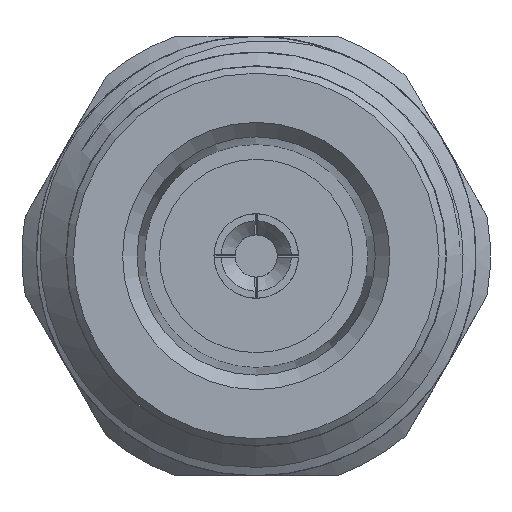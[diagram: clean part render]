
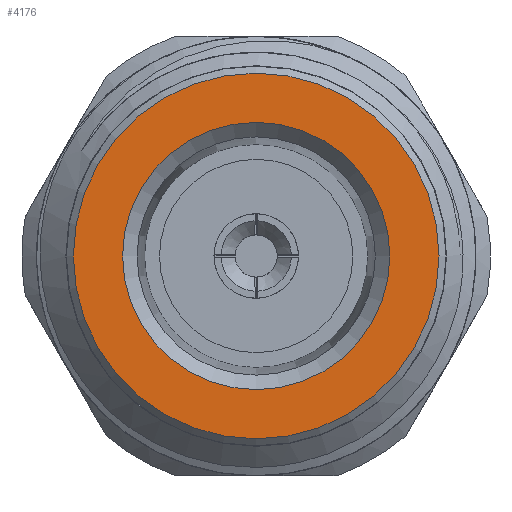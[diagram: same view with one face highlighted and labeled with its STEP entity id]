
A CAD part, left-side view. The second image highlights one B-rep face of the part: STEP entity #4176.
In plain terms, the highlighted planar face has unit normal (-1, 0, 0).
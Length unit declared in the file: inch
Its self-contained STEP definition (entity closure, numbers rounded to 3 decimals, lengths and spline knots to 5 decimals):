
#652 = EDGE_CURVE ( 'NONE', #3724, #3724, #5936, .T. ) ;
#1228 = PLANE ( 'NONE',  #1812 ) ;
#1812 = AXIS2_PLACEMENT_3D ( 'NONE', #3218, #3250, #5787 ) ;
#2722 = DIRECTION ( 'NONE',  ( 0., 0., 1. ) ) ;
#2899 = ORIENTED_EDGE ( 'NONE', *, *, #652, .F. ) ;
#2955 = AXIS2_PLACEMENT_3D ( 'NONE', #5662, #6153, #2722 ) ;
#3218 = CARTESIAN_POINT ( 'NONE',  ( 0., 0., 0. ) ) ;
#3250 = DIRECTION ( 'NONE',  ( -1., 0., 0. ) ) ;
#3415 = VERTEX_POINT ( 'NONE', #5282 ) ;
#3712 = FACE_BOUND ( 'NONE', #6266, .T. ) ;
#3724 = VERTEX_POINT ( 'NONE', #6260 ) ;
#3949 = EDGE_LOOP ( 'NONE', ( #2899 ) ) ;
#3958 = ORIENTED_EDGE ( 'NONE', *, *, #4124, .T. ) ;
#4124 = EDGE_CURVE ( 'NONE', #3415, #3415, #5772, .T. ) ;
#4174 = AXIS2_PLACEMENT_3D ( 'NONE', #5203, #5818, #5236 ) ;
#4176 = ADVANCED_FACE ( 'NONE', ( #3712, #5695 ), #1228, .T. ) ;
#5203 = CARTESIAN_POINT ( 'NONE',  ( 0., 0., 0. ) ) ;
#5236 = DIRECTION ( 'NONE',  ( 0., 0., -1. ) ) ;
#5282 = CARTESIAN_POINT ( 'NONE',  ( 0., 0., 0.19 ) ) ;
#5662 = CARTESIAN_POINT ( 'NONE',  ( 0., 0., 0. ) ) ;
#5695 = FACE_OUTER_BOUND ( 'NONE', #3949, .T. ) ;
#5772 = CIRCLE ( 'NONE', #2955, 0.19 ) ;
#5787 = DIRECTION ( 'NONE',  ( 0., 0., 1. ) ) ;
#5818 = DIRECTION ( 'NONE',  ( 1., 0., 0. ) ) ;
#5936 = CIRCLE ( 'NONE', #4174, 0.26 ) ;
#6153 = DIRECTION ( 'NONE',  ( 1., 0., 0. ) ) ;
#6260 = CARTESIAN_POINT ( 'NONE',  ( 0., 0., -0.26 ) ) ;
#6266 = EDGE_LOOP ( 'NONE', ( #3958 ) ) ;
